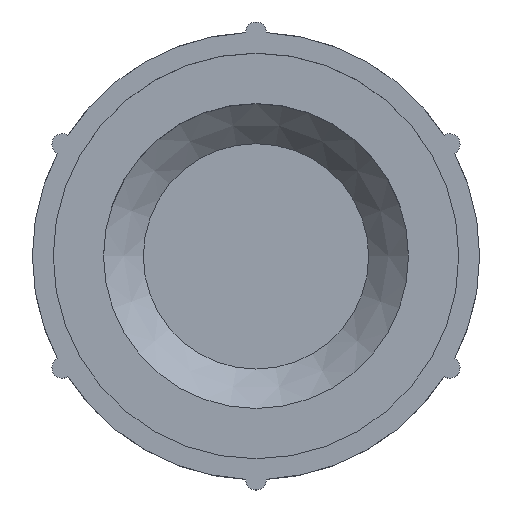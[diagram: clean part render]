
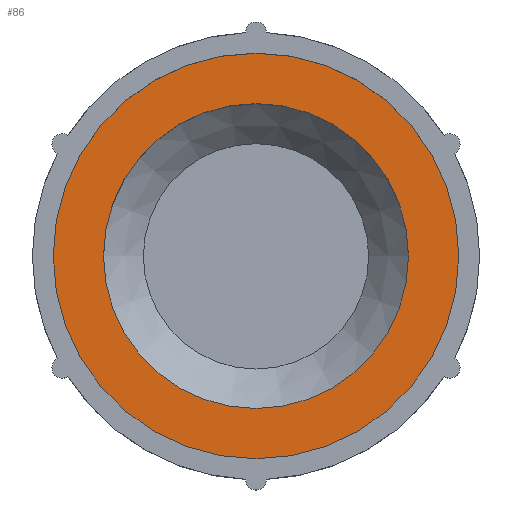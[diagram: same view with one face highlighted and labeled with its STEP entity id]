
A CAD part, top view. The second image highlights one B-rep face of the part: STEP entity #86.
In plain terms, the highlighted planar face has unit normal (0, 0, 1).
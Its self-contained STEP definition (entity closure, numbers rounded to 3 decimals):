
#86 = ADVANCED_FACE( '', ( #180, #181 ), #182, .F. );
#180 = FACE_BOUND( '', #279, .T. );
#181 = FACE_OUTER_BOUND( '', #280, .T. );
#182 = PLANE( '', #281 );
#279 = EDGE_LOOP( '', ( #454 ) );
#280 = EDGE_LOOP( '', ( #455 ) );
#281 = AXIS2_PLACEMENT_3D( '', #456, #457, #458 );
#454 = ORIENTED_EDGE( '', *, *, #571, .F. );
#455 = ORIENTED_EDGE( '', *, *, #546, .T. );
#456 = CARTESIAN_POINT( '', ( 7.331, 0., 9.5 ) );
#457 = DIRECTION( '', ( 0., 0., -1. ) );
#458 = DIRECTION( '', ( -1., 0., 0. ) );
#546 = EDGE_CURVE( '', #634, #634, #635, .T. );
#571 = EDGE_CURVE( '', #675, #675, #676, .T. );
#634 = VERTEX_POINT( '', #758 );
#635 = CIRCLE( '', #759, 9.75 );
#675 = VERTEX_POINT( '', #828 );
#676 = CIRCLE( '', #829, 7.331 );
#758 = CARTESIAN_POINT( '', ( 9.75, 0., 9.5 ) );
#759 = AXIS2_PLACEMENT_3D( '', #948, #949, #950 );
#828 = CARTESIAN_POINT( '', ( 7.331, 0., 9.5 ) );
#829 = AXIS2_PLACEMENT_3D( '', #982, #983, #984 );
#948 = CARTESIAN_POINT( '', ( 0., 0., 9.5 ) );
#949 = DIRECTION( '', ( 0., 0., 1. ) );
#950 = DIRECTION( '', ( 1., 0., 0. ) );
#982 = CARTESIAN_POINT( '', ( 0., 0., 9.5 ) );
#983 = DIRECTION( '', ( 0., 0., 1. ) );
#984 = DIRECTION( '', ( 1., 0., 0. ) );
